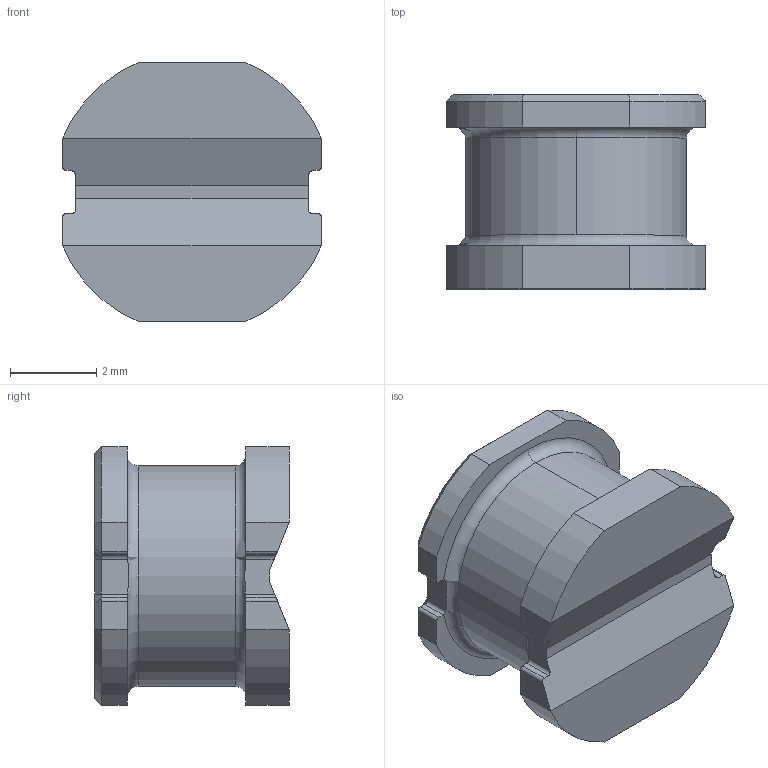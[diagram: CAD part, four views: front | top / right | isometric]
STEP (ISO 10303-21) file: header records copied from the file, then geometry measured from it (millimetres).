
FILE_DESCRIPTION((''),'2;1');
FILE_NAME('SRN6045','2012-07-11T',('ryans'),('Bourns, Inc.'),'PRO/ENGINEER BY PARAMETRIC TECHNOLOGY CORPORATION, 2010100','PRO/ENGINEER BY PARAMETRIC TECHNOLOGY CORPORATION, 2010100','');
FILE_SCHEMA(('CONFIG_CONTROL_DESIGN'));
Length unit declared in the file: millimetre
Products named in the file (1): SRN6045
Bounding box: 6 x 4.5 x 6 mm (x, y, z)
Volume: 107.4 mm3; surface area: 157.8 mm2
Topology: 1 solids, 1 shells, 84 faces, 224 edges, 142 vertices
Faces by surface type: plane 46, cylinder 26, cone 8, torus 4
Entity records: 2750 total; most frequent: CARTESIAN_POINT 646, ORIENTED_EDGE 448, DIRECTION 414, EDGE_CURVE 224, AXIS2_PLACEMENT_3D 144, VERTEX_POINT 142, VECTOR 126, LINE 126
